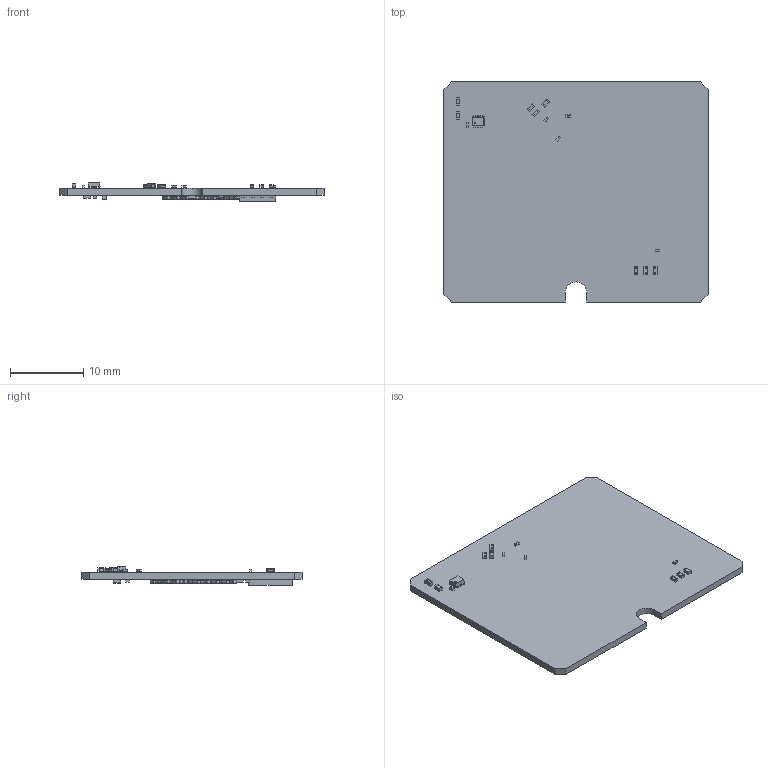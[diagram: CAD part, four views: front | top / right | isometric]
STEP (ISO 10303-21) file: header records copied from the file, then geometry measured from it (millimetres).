
FILE_DESCRIPTION(('KiCad electronic assembly'),'2;1');
FILE_NAME('pico2-nx-module.step','2025-11-14T17:06:41',('Pcbnew'),( 'Kicad'),'Open CASCADE STEP processor 7.8','KiCad to STEP converter' ,'Unknown');
FILE_SCHEMA(('AUTOMOTIVE_DESIGN { 1 0 10303 214 1 1 1 1 }'));
Length unit declared in the file: millimetre
Products named in the file (7): pico2-nx-module 1; R_0402_1005Metric; C_0402_1005Metric; C_0201_0603Metric; SOT-563; WSON-8-1EP_6x5mm_P1.27mm_EP3.4x4.3mm; pico2-nx-module_PCB
Assembly tree (67 placements, depth 2):
  pico2-nx-module 1
    R_0402_1005Metric  x10
    C_0402_1005Metric  x31
    C_0201_0603Metric  x23
    SOT-563
    WSON-8-1EP_6x5mm_P1.27mm_EP3.4x4.3mm
    pico2-nx-module_PCB
Bounding box: 36 x 30 x 2.51 mm (x, y, z)
Volume: 1063.7 mm3; surface area: 2471.5 mm2
Topology: 67 solids, 67 shells, 1902 faces, 4903 edges, 3246 vertices
Faces by surface type: plane 1149, cylinder 739, bspline 14
Full cylindrical faces by diameter (mm): 0.25 x1, 0.35 x1
Entity records: 9657 total; most frequent: CARTESIAN_POINT 2431, DIRECTION 1145, ORIENTED_EDGE 1094, EDGE_CURVE 547, LINE 441, VECTOR 441, VERTEX_POINT 354, AXIS2_PLACEMENT_3D 352
